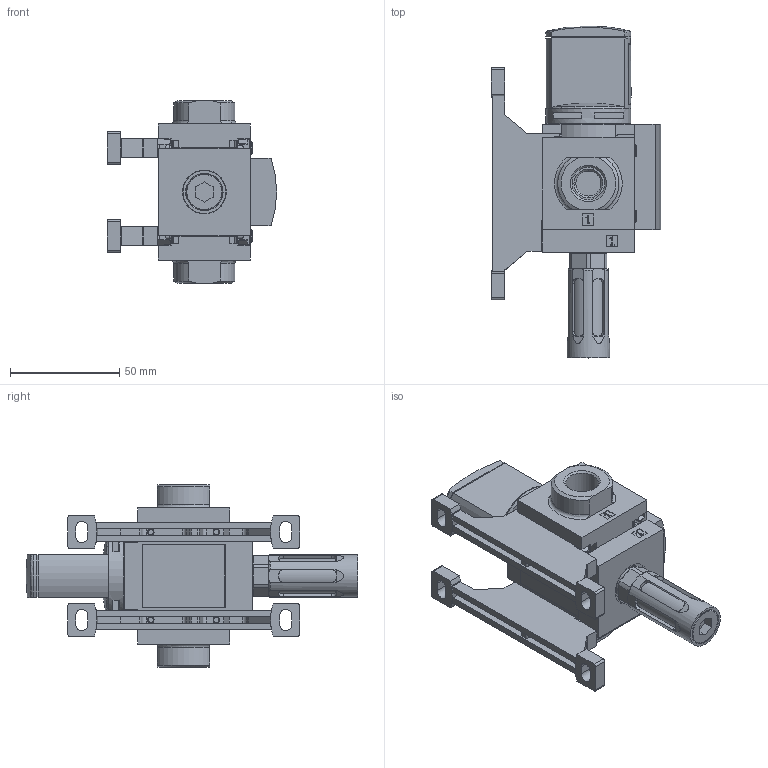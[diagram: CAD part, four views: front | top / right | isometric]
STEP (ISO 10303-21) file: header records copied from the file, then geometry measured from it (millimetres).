
FILE_DESCRIPTION( ( 'STEP AP214' ), '1' );
FILE_NAME( '541266_MS4-EM1-AGC-S-WP.stp', '2023-01-02T15:31:58', ( 'License CC BY-ND 4.0' ), ( 'CADENAS' ), ' ', 'PARTsolutions', ' ' );
FILE_SCHEMA( ( 'AUTOMOTIVE_DESIGN { 1 0 10303 214 1 1 1 1 }' ) );
Length unit declared in the file: millimetre
Products named in the file (8): 541266 MS4-EM1-AGC-S-WP; HI_541266 MS4-EM1-AGC-S-WP-0D; _8140202 MS4-WP1---(wp); _526070 MS4-AGC--pr(110); _526070 MS4-AGC--pr(010); _8092760 MS4-MV-B---(42.7_high_m); _6842 U-1/4-B; HI_645204 MS4
Assembly tree (9 placements, depth 2):
  541266 MS4-EM1-AGC-S-WP
    HI_541266 MS4-EM1-AGC-S-WP-0D
    _8140202 MS4-WP1---(wp)  x2
    _526070 MS4-AGC--pr(110)
    _526070 MS4-AGC--pr(010)
    _8092760 MS4-MV-B---(42.7_high_m)  x2
    _6842 U-1/4-B
    HI_645204 MS4
Bounding box: 77.3 x 151.7 x 83.2 mm (x, y, z)
Volume: 214667.7 mm3; surface area: 69319.9 mm2
Topology: 9 solids, 9 shells, 1036 faces, 2893 edges, 1903 vertices
Faces by surface type: plane 703, cylinder 275, cone 36, torus 19, sphere 3
Full cylindrical faces by diameter (mm): 2.459 x4, 2.55 x4, 3 x4, 5.6 x4, 5.8 x1, 6.1 x5, 7.8 x1, 9.8 x1, 11.445 x3, 13.157 x1, 14.95 x2, 17 x1, 19.5 x1, 20 x1, 22.5 x1, 38.8 x1
Entity records: 35072 total; most frequent: CARTESIAN_POINT 5813, ORIENTED_EDGE 4686, DIRECTION 4494, EDGE_CURVE 2343, LINE 1736, VECTOR 1736, VERTEX_POINT 1576, AXIS2_PLACEMENT_3D 1379
